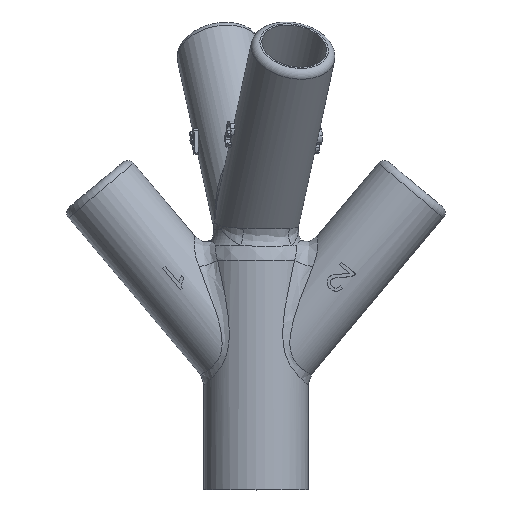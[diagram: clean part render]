
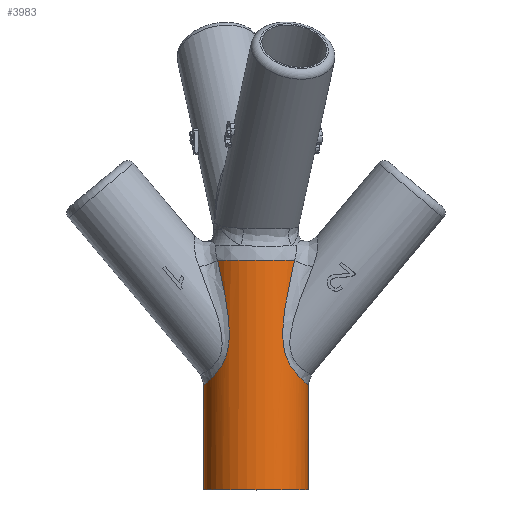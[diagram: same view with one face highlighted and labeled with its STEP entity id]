
A CAD part, top view. The second image highlights one B-rep face of the part: STEP entity #3983.
In plain terms, the highlighted cylindrical face has radius 13.6 mm (diameter 27.2 mm), a full revolution.
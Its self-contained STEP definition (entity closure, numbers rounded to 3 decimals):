
#527=B_SPLINE_CURVE_WITH_KNOTS('',3,(#10831,#10832,#10833,#10834,#10835,
#10836,#10837,#10838,#10839,#10840,#10841,#10842,#10843,#10844,#10845,#10846,
#10847,#10848,#10849,#10850,#10851,#10852),.UNSPECIFIED.,.F.,.F.,(4,1,1,
1,1,1,1,1,1,1,1,1,1,1,1,1,1,1,1,4),(-9.058,-8.411,
-7.764,-7.332,-6.901,-6.685,
-6.47,-6.038,-5.607,-5.176,
-4.313,-3.882,-3.451,-3.019,
-2.588,-2.264,-1.941,-1.294,
-0.647,0.),.UNSPECIFIED.);
#529=B_SPLINE_CURVE_WITH_KNOTS('',3,(#10911,#10912,#10913,#10914,#10915,
#10916,#10917,#10918,#10919,#10920,#10921,#10922,#10923,#10924,#10925,#10926,
#10927,#10928,#10929,#10930,#10931),.UNSPECIFIED.,.F.,.F.,(4,1,1,1,1,1,
1,1,1,1,1,1,1,1,1,1,1,1,4),(-9.058,-8.411,-7.764,
-7.117,-6.793,-6.47,-6.038,
-5.607,-5.176,-4.744,-3.882,
-3.235,-2.911,-2.588,-2.264,
-1.941,-1.779,-1.294,0.),.UNSPECIFIED.);
#545=CYLINDRICAL_SURFACE('',#4202,13.6);
#764=FACE_OUTER_BOUND('',#1001,.T.);
#1001=EDGE_LOOP('',(#3735,#3736,#3737,#3738,#3739,#3740,#3741,#3742,#3743));
#1238=LINE('',#10934,#1471);
#1471=VECTOR('',#4846,13.6);
#1477=CIRCLE('',#4010,13.6);
#1478=CIRCLE('',#4011,13.6);
#1538=CIRCLE('',#4191,13.6);
#1546=CIRCLE('',#4203,13.6);
#1547=CIRCLE('',#4204,13.6);
#1557=VERTEX_POINT('',#4915);
#1558=VERTEX_POINT('',#4916);
#1936=VERTEX_POINT('',#10663);
#1937=VERTEX_POINT('',#10669);
#1941=VERTEX_POINT('',#10830);
#1942=VERTEX_POINT('',#10910);
#1943=VERTEX_POINT('',#10932);
#1953=EDGE_CURVE('',#1557,#1558,#1477,.T.);
#1954=EDGE_CURVE('',#1558,#1557,#1478,.T.);
#2531=EDGE_CURVE('',#1936,#1937,#1538,.T.);
#2541=EDGE_CURVE('',#1937,#1941,#527,.T.);
#2544=EDGE_CURVE('',#1942,#1936,#529,.T.);
#2545=EDGE_CURVE('',#1943,#1942,#1546,.T.);
#2546=EDGE_CURVE('',#1943,#1558,#1238,.T.);
#2547=EDGE_CURVE('',#1941,#1943,#1547,.T.);
#3735=ORIENTED_EDGE('',*,*,#2541,.F.);
#3736=ORIENTED_EDGE('',*,*,#2531,.F.);
#3737=ORIENTED_EDGE('',*,*,#2544,.F.);
#3738=ORIENTED_EDGE('',*,*,#2545,.F.);
#3739=ORIENTED_EDGE('',*,*,#2546,.T.);
#3740=ORIENTED_EDGE('',*,*,#1954,.T.);
#3741=ORIENTED_EDGE('',*,*,#1953,.T.);
#3742=ORIENTED_EDGE('',*,*,#2546,.F.);
#3743=ORIENTED_EDGE('',*,*,#2547,.F.);
#3983=ADVANCED_FACE('',(#764),#545,.T.);
#4010=AXIS2_PLACEMENT_3D('',#4917,#4228,#4229);
#4011=AXIS2_PLACEMENT_3D('',#4918,#4230,#4231);
#4191=AXIS2_PLACEMENT_3D('',#10670,#4820,#4821);
#4202=AXIS2_PLACEMENT_3D('',#10909,#4842,#4843);
#4203=AXIS2_PLACEMENT_3D('',#10933,#4844,#4845);
#4204=AXIS2_PLACEMENT_3D('',#10935,#4847,#4848);
#4228=DIRECTION('center_axis',(0.,1.,0.));
#4229=DIRECTION('ref_axis',(1.,0.,0.));
#4230=DIRECTION('center_axis',(0.,1.,0.));
#4231=DIRECTION('ref_axis',(1.,0.,0.));
#4820=DIRECTION('center_axis',(0.,1.,0.));
#4821=DIRECTION('ref_axis',(1.,0.,0.));
#4842=DIRECTION('center_axis',(0.,1.,0.));
#4843=DIRECTION('ref_axis',(0.,0.,1.));
#4844=DIRECTION('center_axis',(0.,1.,0.));
#4845=DIRECTION('ref_axis',(1.,0.,0.));
#4846=DIRECTION('',(0.,-1.,0.));
#4847=DIRECTION('center_axis',(0.,1.,0.));
#4848=DIRECTION('ref_axis',(1.,0.,0.));
#4915=CARTESIAN_POINT('',(0.,0.,13.6));
#4916=CARTESIAN_POINT('',(0.,0.,-13.6));
#4917=CARTESIAN_POINT('Origin',(0.,0.,0.));
#4918=CARTESIAN_POINT('Origin',(0.,0.,0.));
#10663=CARTESIAN_POINT('',(-10.04,60.,9.174));
#10669=CARTESIAN_POINT('',(10.04,60.,9.174));
#10670=CARTESIAN_POINT('Origin',(0.,60.,0.));
#10830=CARTESIAN_POINT('',(10.04,60.,-9.174));
#10831=CARTESIAN_POINT('Ctrl Pts',(10.04,60.,9.174));
#10832=CARTESIAN_POINT('Ctrl Pts',(9.586,58.027,9.671));
#10833=CARTESIAN_POINT('Ctrl Pts',(8.697,54.007,10.498));
#10834=CARTESIAN_POINT('Ctrl Pts',(7.661,48.49,11.251));
#10835=CARTESIAN_POINT('Ctrl Pts',(7.037,43.547,11.64));
#10836=CARTESIAN_POINT('Ctrl Pts',(6.92,39.935,11.708));
#10837=CARTESIAN_POINT('Ctrl Pts',(7.236,37.09,11.517));
#10838=CARTESIAN_POINT('Ctrl Pts',(7.905,34.379,11.085));
#10839=CARTESIAN_POINT('Ctrl Pts',(9.397,31.615,9.954));
#10840=CARTESIAN_POINT('Ctrl Pts',(11.324,29.462,7.739));
#10841=CARTESIAN_POINT('Ctrl Pts',(13.33,27.665,3.97));
#10842=CARTESIAN_POINT('Ctrl Pts',(13.917,27.242,-0.608));
#10843=CARTESIAN_POINT('Ctrl Pts',(12.816,28.111,-4.915));
#10844=CARTESIAN_POINT('Ctrl Pts',(11.325,29.465,-7.742));
#10845=CARTESIAN_POINT('Ctrl Pts',(9.394,31.618,-9.955));
#10846=CARTESIAN_POINT('Ctrl Pts',(7.753,34.658,-11.2));
#10847=CARTESIAN_POINT('Ctrl Pts',(7.033,38.146,-11.64));
#10848=CARTESIAN_POINT('Ctrl Pts',(6.912,42.47,-11.713));
#10849=CARTESIAN_POINT('Ctrl Pts',(7.538,47.81,-11.34));
#10850=CARTESIAN_POINT('Ctrl Pts',(8.695,54.006,-10.5));
#10851=CARTESIAN_POINT('Ctrl Pts',(9.586,58.027,-9.671));
#10852=CARTESIAN_POINT('Ctrl Pts',(10.04,60.,-9.174));
#10909=CARTESIAN_POINT('Origin',(0.,30.,0.));
#10910=CARTESIAN_POINT('',(-10.04,60.,-9.174));
#10911=CARTESIAN_POINT('Ctrl Pts',(-10.04,60.,-9.174));
#10912=CARTESIAN_POINT('Ctrl Pts',(-9.586,58.027,-9.671));
#10913=CARTESIAN_POINT('Ctrl Pts',(-8.695,54.004,-10.5));
#10914=CARTESIAN_POINT('Ctrl Pts',(-7.537,47.806,-11.341));
#10915=CARTESIAN_POINT('Ctrl Pts',(-6.912,42.468,-11.713));
#10916=CARTESIAN_POINT('Ctrl Pts',(-7.034,38.141,-11.64));
#10917=CARTESIAN_POINT('Ctrl Pts',(-7.755,34.655,-11.199));
#10918=CARTESIAN_POINT('Ctrl Pts',(-9.395,31.614,-9.953));
#10919=CARTESIAN_POINT('Ctrl Pts',(-11.329,29.465,-7.739));
#10920=CARTESIAN_POINT('Ctrl Pts',(-12.818,28.112,-4.912));
#10921=CARTESIAN_POINT('Ctrl Pts',(-13.914,27.238,-0.604));
#10922=CARTESIAN_POINT('Ctrl Pts',(-13.264,27.727,4.545));
#10923=CARTESIAN_POINT('Ctrl Pts',(-10.859,29.859,8.408));
#10924=CARTESIAN_POINT('Ctrl Pts',(-8.923,32.412,10.318));
#10925=CARTESIAN_POINT('Ctrl Pts',(-7.682,35.016,11.242));
#10926=CARTESIAN_POINT('Ctrl Pts',(-7.034,38.144,11.64));
#10927=CARTESIAN_POINT('Ctrl Pts',(-6.955,40.848,11.687));
#10928=CARTESIAN_POINT('Ctrl Pts',(-7.103,44.075,11.599));
#10929=CARTESIAN_POINT('Ctrl Pts',(-7.906,50.445,11.101));
#10930=CARTESIAN_POINT('Ctrl Pts',(-9.132,56.054,10.168));
#10931=CARTESIAN_POINT('Ctrl Pts',(-10.04,60.,9.174));
#10932=CARTESIAN_POINT('',(0.,60.,-13.6));
#10933=CARTESIAN_POINT('Origin',(0.,60.,0.));
#10934=CARTESIAN_POINT('',(0.,30.,-13.6));
#10935=CARTESIAN_POINT('Origin',(0.,60.,0.));
